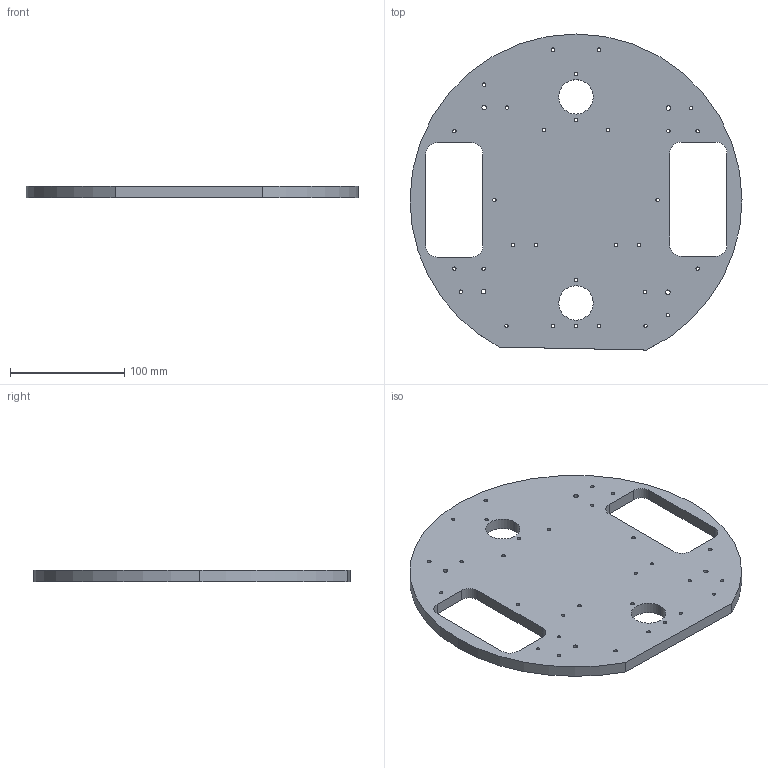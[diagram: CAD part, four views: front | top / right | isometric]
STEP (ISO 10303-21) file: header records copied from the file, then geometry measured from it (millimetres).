
FILE_DESCRIPTION (( 'STEP AP214' ), '1' );
FILE_NAME ('Mobile_base_0.STEP', '2022-04-12T17:18:19', ( '' ), ( '' ), 'SwSTEP 2.0', 'SolidWorks 2020', '' );
FILE_SCHEMA (( 'AUTOMOTIVE_DESIGN' ));
Length unit declared in the file: millimetre
Products named in the file (1): Mobile_base_0
Bounding box: 290 x 276.13 x 10 mm (x, y, z)
Volume: 532309.9 mm3; surface area: 126397.4 mm2
Topology: 1 solids, 1 shells, 94 faces, 276 edges, 184 vertices
Faces by surface type: cylinder 83, plane 11
Entity records: 3412 total; most frequent: DIRECTION 632, CARTESIAN_POINT 555, ORIENTED_EDGE 552, EDGE_CURVE 276, AXIS2_PLACEMENT_3D 261, VERTEX_POINT 184, EDGE_LOOP 170, CIRCLE 166
